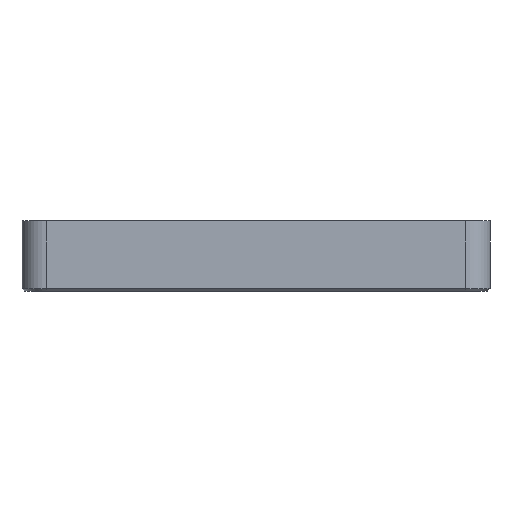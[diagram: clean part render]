
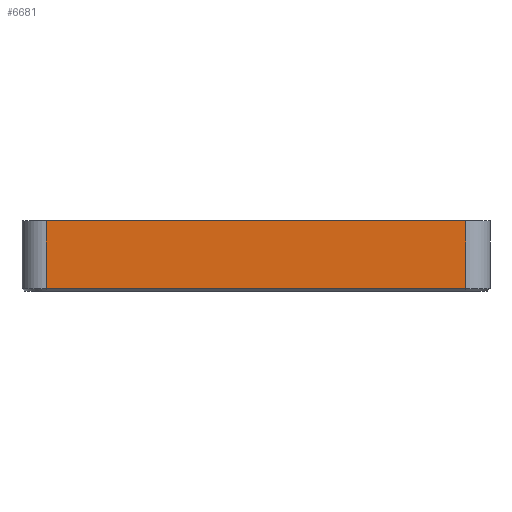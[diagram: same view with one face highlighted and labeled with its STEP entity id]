
A CAD part, left-side view. The second image highlights one B-rep face of the part: STEP entity #6681.
In plain terms, the highlighted planar face has unit normal (-1, 0, 0).
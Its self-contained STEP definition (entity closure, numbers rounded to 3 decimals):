
#693=LINE('',#10816,#1290);
#697=LINE('',#10829,#1294);
#766=LINE('',#11271,#1363);
#767=LINE('',#11273,#1364);
#1290=VECTOR('',#8621,10.);
#1294=VECTOR('',#8637,10.);
#1363=VECTOR('',#8918,10.);
#1364=VECTOR('',#8921,10.);
#1763=FACE_OUTER_BOUND('',#2195,.T.);
#2195=EDGE_LOOP('',(#5443,#5444,#5445,#5446));
#3060=VERTEX_POINT('',#10810);
#3061=VERTEX_POINT('',#10814);
#3064=VERTEX_POINT('',#10828);
#3131=VERTEX_POINT('',#11269);
#3823=EDGE_CURVE('',#3061,#3060,#693,.T.);
#3829=EDGE_CURVE('',#3064,#3061,#697,.T.);
#3956=EDGE_CURVE('',#3060,#3131,#766,.T.);
#3957=EDGE_CURVE('',#3064,#3131,#767,.T.);
#5443=ORIENTED_EDGE('',*,*,#3823,.T.);
#5444=ORIENTED_EDGE('',*,*,#3956,.T.);
#5445=ORIENTED_EDGE('',*,*,#3957,.F.);
#5446=ORIENTED_EDGE('',*,*,#3829,.T.);
#6379=PLANE('',#7289);
#6681=ADVANCED_FACE('',(#1763),#6379,.F.);
#7289=AXIS2_PLACEMENT_3D('',#11272,#8919,#8920);
#8621=DIRECTION('',(0.,-1.,0.));
#8637=DIRECTION('',(0.,0.,-1.));
#8918=DIRECTION('',(0.,0.,1.));
#8919=DIRECTION('center_axis',(1.,0.,0.));
#8920=DIRECTION('ref_axis',(0.,1.,0.));
#8921=DIRECTION('',(0.,-1.,0.));
#10810=CARTESIAN_POINT('',(116.75,-80.,-7.5));
#10814=CARTESIAN_POINT('',(116.75,-2.,-7.5));
#10816=CARTESIAN_POINT('',(116.75,-60.5,-7.5));
#10828=CARTESIAN_POINT('',(116.75,-2.,5.1));
#10829=CARTESIAN_POINT('',(116.75,-2.,5.1));
#11269=CARTESIAN_POINT('',(116.75,-80.,5.1));
#11271=CARTESIAN_POINT('',(116.75,-80.,-10.));
#11272=CARTESIAN_POINT('Origin',(116.75,-80.,-10.));
#11273=CARTESIAN_POINT('',(116.75,-2.,5.1));
